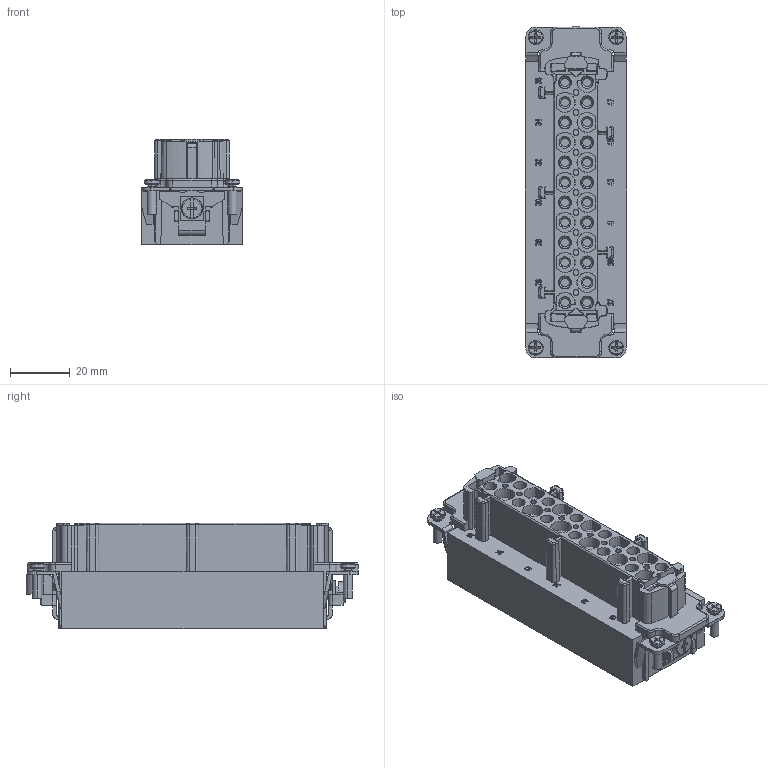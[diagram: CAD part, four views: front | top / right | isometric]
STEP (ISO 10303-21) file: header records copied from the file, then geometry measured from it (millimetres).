
FILE_DESCRIPTION(/* description */ (''),/* implementation_level */ '2;1');
FILE_NAME(/* name */ '3D_1240100220002_HVE-010-FS_11-20__V1.0_stp.stp',/* time_stamp */ '2023-11-29T11:35:02+08:00',/* author */ (''),/* organization */ (''),/* preprocessor_version */ 'ST-DEVELOPER v18.1',/* originating_system */ 'SIEMENS PLM Software NX 1980',/* authorisation */ '');
FILE_SCHEMA (('AP203_CONFIGURATION_CONTROLLED_3D_DESIGN_OF_MECHANICAL_PARTS_AND_ASSEMBLIES_MIM_LF { 1 0 10303 403 2 1 2}'));
Products named in the file (1): ylga24CCF8FCv5p8
Bounding box: 33.9 x 111.16 x 35.2 mm (x, y, z)
Volume: 76071.7 mm3; surface area: 28612 mm2
Topology: 1 solids, 1 shells, 3200 faces, 8892 edges, 5889 vertices
Faces by surface type: plane 2589, cylinder 365, cone 186, bspline 42, torus 18
Entity records: 103166 total; most frequent: CARTESIAN_POINT 21264, ORIENTED_EDGE 17784, DIRECTION 15608, EDGE_CURVE 8892, LINE 7374, VECTOR 7374, VERTEX_POINT 5889, AXIS2_PLACEMENT_3D 4117
